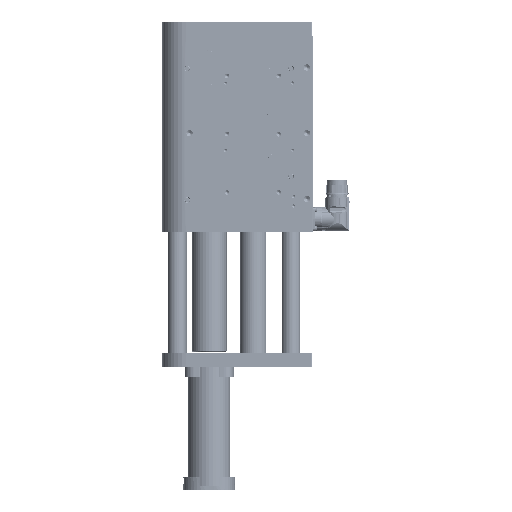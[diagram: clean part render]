
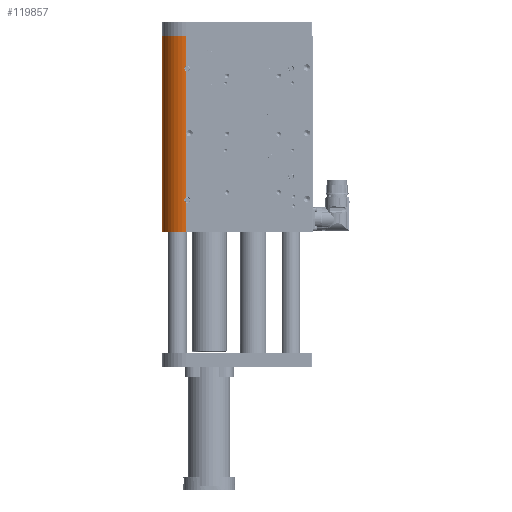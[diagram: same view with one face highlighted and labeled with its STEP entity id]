
A CAD part, left-side view. The second image highlights one B-rep face of the part: STEP entity #119857.
In plain terms, the highlighted cylindrical face has radius 25 mm (diameter 50 mm), a partial arc.
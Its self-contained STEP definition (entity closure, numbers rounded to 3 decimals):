
#1403 = CARTESIAN_POINT ( 'NONE',  ( -25., 72., 37.127 ) ) ;
#2351 = CARTESIAN_POINT ( 'NONE',  ( -24.957, 73.473, 34.762 ) ) ;
#9198 = LINE ( 'NONE', #18054, #36052 ) ;
#12082 = CARTESIAN_POINT ( 'NONE',  ( -24.982, 72.964, 176.244 ) ) ;
#13654 = CARTESIAN_POINT ( 'NONE',  ( -24.956, 73.481, 34.239 ) ) ;
#15214 = CARTESIAN_POINT ( 'NONE',  ( -25., 72.229, 32.004 ) ) ;
#15361 = CARTESIAN_POINT ( 'NONE',  ( -25., 72., 0. ) ) ;
#15985 = CARTESIAN_POINT ( 'NONE',  ( -24.988, 72.807, 36.455 ) ) ;
#18054 = CARTESIAN_POINT ( 'NONE',  ( -25., 72., 209. ) ) ;
#21377 = B_SPLINE_CURVE_WITH_KNOTS ( 'NONE', 3,
 ( #125267, #15214, #64956, #25730, #77831, #89080, #112423, #123666, #13654, #62619, #2351, #51355, #149260, #64161, #77017, #126033, #15985, #154010, #153235, #117938 ),
 .UNSPECIFIED., .F., .F.,
 ( 4, 2, 2, 2, 2, 2, 2, 2, 2, 4 ),
 ( 0., 0.001, 0.002, 0.003, 0.003, 0.004, 0.004, 0.005, 0.006, 0.006 ),
 .UNSPECIFIED. ) ;
#21775 = CARTESIAN_POINT ( 'NONE',  ( -24.988, 72.807, 176.455 ) ) ;
#22178 = VERTEX_POINT ( 'NONE', #132725 ) ;
#23321 = CARTESIAN_POINT ( 'NONE',  ( -24.965, 73.317, 173.464 ) ) ;
#23401 = CARTESIAN_POINT ( 'NONE',  ( -25., 72., 209. ) ) ;
#24946 = CARTESIAN_POINT ( 'NONE',  ( -24.997, 72.438, 172.166 ) ) ;
#25730 = CARTESIAN_POINT ( 'NONE',  ( -24.988, 72.807, 32.545 ) ) ;
#29254 = CARTESIAN_POINT ( 'NONE',  ( 25., 72., 209. ) ) ;
#30489 = EDGE_CURVE ( 'NONE', #53371, #52696, #21377, .T. ) ;
#31262 = ORIENTED_EDGE ( 'NONE', *, *, #125595, .F. ) ;
#35449 = DIRECTION ( 'NONE',  ( 0., 0., 1. ) ) ;
#36052 = VECTOR ( 'NONE', #67000, 1000. ) ;
#36125 = CARTESIAN_POINT ( 'NONE',  ( -24.957, 73.473, 174.762 ) ) ;
#41190 = DIRECTION ( 'NONE',  ( 0., 0., 1. ) ) ;
#41723 = EDGE_CURVE ( 'NONE', #61594, #93454, #154886, .T. ) ;
#42532 = FACE_OUTER_BOUND ( 'NONE', #125075, .T. ) ;
#44698 = ORIENTED_EDGE ( 'NONE', *, *, #91586, .T. ) ;
#44949 = ORIENTED_EDGE ( 'NONE', *, *, #131859, .F. ) ;
#46611 = ORIENTED_EDGE ( 'NONE', *, *, #114552, .T. ) ;
#48167 = CARTESIAN_POINT ( 'NONE',  ( -24.956, 73.481, 174.239 ) ) ;
#48954 = CARTESIAN_POINT ( 'NONE',  ( -25., 72., 177.127 ) ) ;
#51107 = CARTESIAN_POINT ( 'NONE',  ( 25., 72., 209. ) ) ;
#51355 = CARTESIAN_POINT ( 'NONE',  ( -24.958, 73.44, 35.024 ) ) ;
#52696 = VERTEX_POINT ( 'NONE', #1403 ) ;
#53371 = VERTEX_POINT ( 'NONE', #156674 ) ;
#56385 = CARTESIAN_POINT ( 'NONE',  ( 25., 72., 0. ) ) ;
#57590 = VECTOR ( 'NONE', #88175, 1000. ) ;
#60700 = VECTOR ( 'NONE', #150593, 1000. ) ;
#61594 = VERTEX_POINT ( 'NONE', #98529 ) ;
#62619 = CARTESIAN_POINT ( 'NONE',  ( -24.956, 73.481, 34.632 ) ) ;
#64161 = CARTESIAN_POINT ( 'NONE',  ( -24.965, 73.317, 35.537 ) ) ;
#64956 = CARTESIAN_POINT ( 'NONE',  ( -24.997, 72.438, 32.166 ) ) ;
#65171 = ORIENTED_EDGE ( 'NONE', *, *, #30489, .T. ) ;
#67000 = DIRECTION ( 'NONE',  ( 0., 0., -1. ) ) ;
#67173 = AXIS2_PLACEMENT_3D ( 'NONE', #93329, #41190, #78147 ) ;
#68167 = VECTOR ( 'NONE', #155844, 1000. ) ;
#68224 = CARTESIAN_POINT ( 'NONE',  ( -25., 72., 177.127 ) ) ;
#69731 = CYLINDRICAL_SURFACE ( 'NONE', #152760, 25. ) ;
#73160 = CARTESIAN_POINT ( 'NONE',  ( 0., 72., 209. ) ) ;
#76509 = VERTEX_POINT ( 'NONE', #29254 ) ;
#76682 = ORIENTED_EDGE ( 'NONE', *, *, #157744, .F. ) ;
#77017 = CARTESIAN_POINT ( 'NONE',  ( -24.97, 73.221, 35.78 ) ) ;
#77831 = CARTESIAN_POINT ( 'NONE',  ( -24.982, 72.963, 32.756 ) ) ;
#78147 = DIRECTION ( 'NONE',  ( 1., 0., 0. ) ) ;
#79734 = VERTEX_POINT ( 'NONE', #56385 ) ;
#81394 = VERTEX_POINT ( 'NONE', #15361 ) ;
#82708 = CARTESIAN_POINT ( 'NONE',  ( -24.982, 72.963, 172.756 ) ) ;
#85078 = CARTESIAN_POINT ( 'NONE',  ( -24.96, 73.415, 175.155 ) ) ;
#88175 = DIRECTION ( 'NONE',  ( 0., 0., -1. ) ) ;
#89080 = CARTESIAN_POINT ( 'NONE',  ( -24.971, 73.22, 33.218 ) ) ;
#91586 = EDGE_CURVE ( 'NONE', #76509, #79734, #101679, .T. ) ;
#93329 = CARTESIAN_POINT ( 'NONE',  ( 0., 72., 0. ) ) ;
#93454 = VERTEX_POINT ( 'NONE', #68224 ) ;
#94794 = LINE ( 'NONE', #23401, #68167 ) ;
#96346 = CARTESIAN_POINT ( 'NONE',  ( -25., 72.229, 172.004 ) ) ;
#97118 = CARTESIAN_POINT ( 'NONE',  ( -24.956, 73.481, 174.632 ) ) ;
#98529 = CARTESIAN_POINT ( 'NONE',  ( -25., 72., 171.873 ) ) ;
#100204 = LINE ( 'NONE', #149148, #57590 ) ;
#100561 = CIRCLE ( 'NONE', #67173, 25. ) ;
#101679 = LINE ( 'NONE', #51107, #60700 ) ;
#105491 = AXIS2_PLACEMENT_3D ( 'NONE', #73160, #35449, #122178 ) ;
#108039 = CIRCLE ( 'NONE', #105491, 25. ) ;
#110045 = CARTESIAN_POINT ( 'NONE',  ( -24.997, 72.441, 176.831 ) ) ;
#112423 = CARTESIAN_POINT ( 'NONE',  ( -24.965, 73.317, 33.464 ) ) ;
#112491 = EDGE_CURVE ( 'NONE', #76509, #22178, #108039, .T. ) ;
#114552 = EDGE_CURVE ( 'NONE', #79734, #81394, #100561, .T. ) ;
#117938 = CARTESIAN_POINT ( 'NONE',  ( -25., 72., 37.127 ) ) ;
#118762 = CARTESIAN_POINT ( 'NONE',  ( 0., 72., 209. ) ) ;
#119727 = CARTESIAN_POINT ( 'NONE',  ( -24.958, 73.44, 175.024 ) ) ;
#119857 = ADVANCED_FACE ( 'NONE', ( #42532 ), #69731, .T. ) ;
#122102 = CARTESIAN_POINT ( 'NONE',  ( -24.97, 73.221, 175.78 ) ) ;
#122178 = DIRECTION ( 'NONE',  ( 1., 0., 0. ) ) ;
#123666 = CARTESIAN_POINT ( 'NONE',  ( -24.958, 73.448, 33.973 ) ) ;
#125075 = EDGE_LOOP ( 'NONE', ( #44949, #65171, #76682, #143737, #31262, #135526, #44698, #46611 ) ) ;
#125267 = CARTESIAN_POINT ( 'NONE',  ( -25., 72., 31.873 ) ) ;
#125595 = EDGE_CURVE ( 'NONE', #22178, #93454, #9198, .T. ) ;
#126033 = CARTESIAN_POINT ( 'NONE',  ( -24.982, 72.964, 36.244 ) ) ;
#131859 = EDGE_CURVE ( 'NONE', #53371, #81394, #100204, .T. ) ;
#132725 = CARTESIAN_POINT ( 'NONE',  ( -25., 72., 209. ) ) ;
#133267 = CARTESIAN_POINT ( 'NONE',  ( -24.971, 73.22, 173.218 ) ) ;
#134077 = CARTESIAN_POINT ( 'NONE',  ( -24.965, 73.317, 175.537 ) ) ;
#135526 = ORIENTED_EDGE ( 'NONE', *, *, #112491, .F. ) ;
#140453 = DIRECTION ( 'NONE',  ( -1., 0., 0. ) ) ;
#142011 = DIRECTION ( 'NONE',  ( 0., 0., -1. ) ) ;
#143737 = ORIENTED_EDGE ( 'NONE', *, *, #41723, .T. ) ;
#145329 = CARTESIAN_POINT ( 'NONE',  ( -24.988, 72.807, 172.545 ) ) ;
#149148 = CARTESIAN_POINT ( 'NONE',  ( -25., 72., 209. ) ) ;
#149260 = CARTESIAN_POINT ( 'NONE',  ( -24.96, 73.415, 35.155 ) ) ;
#149436 = CARTESIAN_POINT ( 'NONE',  ( -25., 72.23, 176.996 ) ) ;
#150593 = DIRECTION ( 'NONE',  ( 0., 0., -1. ) ) ;
#152760 = AXIS2_PLACEMENT_3D ( 'NONE', #118762, #142011, #140453 ) ;
#153235 = CARTESIAN_POINT ( 'NONE',  ( -25., 72.23, 36.996 ) ) ;
#154010 = CARTESIAN_POINT ( 'NONE',  ( -24.997, 72.441, 36.831 ) ) ;
#154886 = B_SPLINE_CURVE_WITH_KNOTS ( 'NONE', 3,
 ( #157328, #96346, #24946, #145329, #82708, #133267, #23321, #158124, #48167, #97118, #36125, #119727, #85078, #134077, #122102, #12082, #21775, #110045, #149436, #48954 ),
 .UNSPECIFIED., .F., .F.,
 ( 4, 2, 2, 2, 2, 2, 2, 2, 2, 4 ),
 ( 0., 0.001, 0.002, 0.003, 0.003, 0.004, 0.004, 0.005, 0.006, 0.006 ),
 .UNSPECIFIED. ) ;
#155844 = DIRECTION ( 'NONE',  ( 0., 0., -1. ) ) ;
#156674 = CARTESIAN_POINT ( 'NONE',  ( -25., 72., 31.873 ) ) ;
#157328 = CARTESIAN_POINT ( 'NONE',  ( -25., 72., 171.873 ) ) ;
#157744 = EDGE_CURVE ( 'NONE', #61594, #52696, #94794, .T. ) ;
#158124 = CARTESIAN_POINT ( 'NONE',  ( -24.958, 73.448, 173.973 ) ) ;
